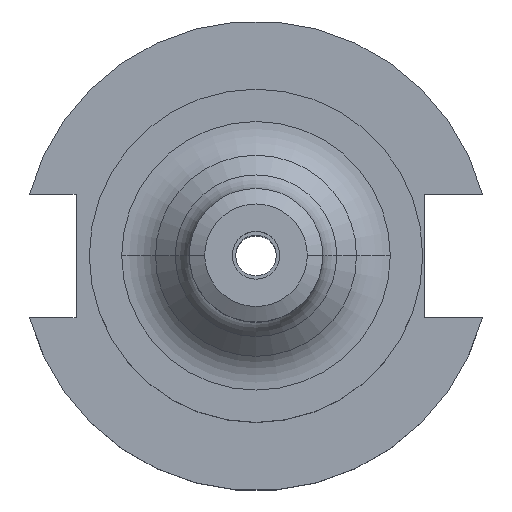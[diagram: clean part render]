
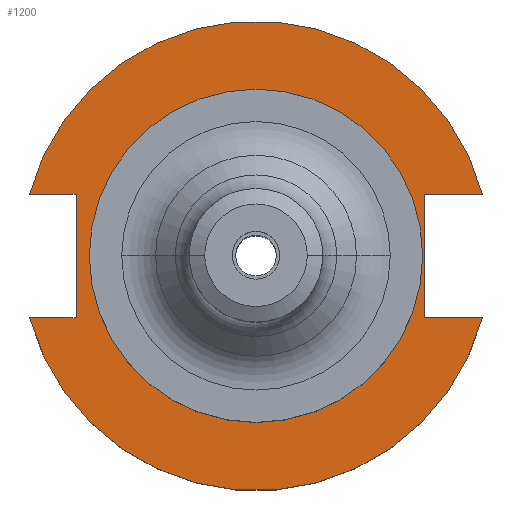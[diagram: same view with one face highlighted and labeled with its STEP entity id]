
A CAD part, top view. The second image highlights one B-rep face of the part: STEP entity #1200.
In plain terms, the highlighted planar face has unit normal (0, 0, 1).
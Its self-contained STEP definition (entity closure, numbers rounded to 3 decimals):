
#29 = LINE ( 'NONE', #592, #874 ) ;
#58 = LINE ( 'NONE', #430, #542 ) ;
#84 = CARTESIAN_POINT ( 'NONE',  ( 34.925, 0., 19.05 ) ) ;
#85 = DIRECTION ( 'NONE',  ( 1., 0., 0. ) ) ;
#120 = CARTESIAN_POINT ( 'NONE',  ( 35.306, -12.954, 19.05 ) ) ;
#167 = EDGE_CURVE ( 'NONE', #606, #1820, #702, .T. ) ;
#203 = VECTOR ( 'NONE', #2085, 1000. ) ;
#237 = EDGE_CURVE ( 'NONE', #400, #606, #58, .T. ) ;
#246 = FACE_BOUND ( 'NONE', #448, .T. ) ;
#275 = ORIENTED_EDGE ( 'NONE', *, *, #529, .F. ) ;
#277 = VECTOR ( 'NONE', #712, 1000. ) ;
#314 = EDGE_CURVE ( 'NONE', #1588, #1007, #1237, .T. ) ;
#345 = CARTESIAN_POINT ( 'NONE',  ( 0., 0., 19.05 ) ) ;
#400 = VERTEX_POINT ( 'NONE', #799 ) ;
#430 = CARTESIAN_POINT ( 'NONE',  ( -63.719, -12.954, 19.05 ) ) ;
#435 = CARTESIAN_POINT ( 'NONE',  ( 0., 0., 19.05 ) ) ;
#448 = EDGE_LOOP ( 'NONE', ( #275, #1033 ) ) ;
#468 = CARTESIAN_POINT ( 'NONE',  ( 35.306, 12.954, 19.05 ) ) ;
#505 = DIRECTION ( 'NONE',  ( 1., 0., 0. ) ) ;
#518 = ORIENTED_EDGE ( 'NONE', *, *, #1694, .F. ) ;
#529 = EDGE_CURVE ( 'NONE', #646, #818, #1743, .T. ) ;
#542 = VECTOR ( 'NONE', #2046, 1000. ) ;
#592 = CARTESIAN_POINT ( 'NONE',  ( 35.306, 12.954, 19.05 ) ) ;
#599 = DIRECTION ( 'NONE',  ( 1., 0., 0. ) ) ;
#606 = VERTEX_POINT ( 'NONE', #743 ) ;
#630 = EDGE_CURVE ( 'NONE', #997, #2013, #1534, .T. ) ;
#641 = LINE ( 'NONE', #955, #203 ) ;
#646 = VERTEX_POINT ( 'NONE', #84 ) ;
#702 = LINE ( 'NONE', #1954, #1930 ) ;
#712 = DIRECTION ( 'NONE',  ( -1., 0., 0. ) ) ;
#743 = CARTESIAN_POINT ( 'NONE',  ( -37.719, -12.954, 19.05 ) ) ;
#752 = CARTESIAN_POINT ( 'NONE',  ( 47.477, 12.954, 19.05 ) ) ;
#784 = CARTESIAN_POINT ( 'NONE',  ( -34.925, 0., 19.05 ) ) ;
#799 = CARTESIAN_POINT ( 'NONE',  ( -47.477, -12.954, 19.05 ) ) ;
#808 = DIRECTION ( 'NONE',  ( 0., 1., 0. ) ) ;
#810 = ORIENTED_EDGE ( 'NONE', *, *, #1371, .F. ) ;
#818 = VERTEX_POINT ( 'NONE', #784 ) ;
#825 = CARTESIAN_POINT ( 'NONE',  ( 0., 0., 19.05 ) ) ;
#831 = CARTESIAN_POINT ( 'NONE',  ( 47.477, -12.954, 19.05 ) ) ;
#862 = DIRECTION ( 'NONE',  ( 0., 0., 1. ) ) ;
#866 = AXIS2_PLACEMENT_3D ( 'NONE', #1066, #862, #1824 ) ;
#874 = VECTOR ( 'NONE', #1709, 1000. ) ;
#890 = EDGE_CURVE ( 'NONE', #818, #646, #1955, .T. ) ;
#909 = DIRECTION ( 'NONE',  ( 1., 0., 0. ) ) ;
#916 = CARTESIAN_POINT ( 'NONE',  ( -37.719, 12.954, 19.05 ) ) ;
#943 = ORIENTED_EDGE ( 'NONE', *, *, #314, .T. ) ;
#955 = CARTESIAN_POINT ( 'NONE',  ( 35.306, 12.954, 19.05 ) ) ;
#997 = VERTEX_POINT ( 'NONE', #120 ) ;
#1007 = VERTEX_POINT ( 'NONE', #1247 ) ;
#1010 = FACE_OUTER_BOUND ( 'NONE', #1258, .T. ) ;
#1030 = ORIENTED_EDGE ( 'NONE', *, *, #1525, .F. ) ;
#1033 = ORIENTED_EDGE ( 'NONE', *, *, #890, .F. ) ;
#1049 = CARTESIAN_POINT ( 'NONE',  ( 0., 0., 19.05 ) ) ;
#1066 = CARTESIAN_POINT ( 'NONE',  ( 0., 49.212, 19.05 ) ) ;
#1117 = VECTOR ( 'NONE', #1219, 1000. ) ;
#1200 = ADVANCED_FACE ( 'NONE', ( #246, #1010 ), #1529, .T. ) ;
#1219 = DIRECTION ( 'NONE',  ( 1., 0., 0. ) ) ;
#1237 = CIRCLE ( 'NONE', #1871, 49.212 ) ;
#1247 = CARTESIAN_POINT ( 'NONE',  ( -47.477, 12.954, 19.05 ) ) ;
#1258 = EDGE_LOOP ( 'NONE', ( #1920, #1931, #518, #1030, #943, #810, #1864, #1916 ) ) ;
#1371 = EDGE_CURVE ( 'NONE', #1820, #1007, #2031, .T. ) ;
#1466 = DIRECTION ( 'NONE',  ( 0., 0., 1. ) ) ;
#1482 = CARTESIAN_POINT ( 'NONE',  ( -63.719, 12.954, 19.05 ) ) ;
#1525 = EDGE_CURVE ( 'NONE', #1588, #1663, #29, .T. ) ;
#1529 = PLANE ( 'NONE',  #866 ) ;
#1534 = LINE ( 'NONE', #1541, #1117 ) ;
#1541 = CARTESIAN_POINT ( 'NONE',  ( 35.306, -12.954, 19.05 ) ) ;
#1543 = EDGE_CURVE ( 'NONE', #400, #2013, #1735, .T. ) ;
#1553 = AXIS2_PLACEMENT_3D ( 'NONE', #435, #1555, #599 ) ;
#1555 = DIRECTION ( 'NONE',  ( 0., 0., 1. ) ) ;
#1588 = VERTEX_POINT ( 'NONE', #752 ) ;
#1663 = VERTEX_POINT ( 'NONE', #468 ) ;
#1694 = EDGE_CURVE ( 'NONE', #1663, #997, #641, .T. ) ;
#1709 = DIRECTION ( 'NONE',  ( -1., 0., 0. ) ) ;
#1712 = DIRECTION ( 'NONE',  ( 0., 0., 1. ) ) ;
#1735 = CIRCLE ( 'NONE', #1553, 49.212 ) ;
#1743 = CIRCLE ( 'NONE', #1869, 34.925 ) ;
#1820 = VERTEX_POINT ( 'NONE', #916 ) ;
#1824 = DIRECTION ( 'NONE',  ( 1., 0., 0. ) ) ;
#1864 = ORIENTED_EDGE ( 'NONE', *, *, #167, .F. ) ;
#1869 = AXIS2_PLACEMENT_3D ( 'NONE', #345, #1466, #505 ) ;
#1871 = AXIS2_PLACEMENT_3D ( 'NONE', #1049, #2016, #85 ) ;
#1916 = ORIENTED_EDGE ( 'NONE', *, *, #237, .F. ) ;
#1920 = ORIENTED_EDGE ( 'NONE', *, *, #1543, .T. ) ;
#1930 = VECTOR ( 'NONE', #808, 1000. ) ;
#1931 = ORIENTED_EDGE ( 'NONE', *, *, #630, .F. ) ;
#1954 = CARTESIAN_POINT ( 'NONE',  ( -37.719, 12.954, 19.05 ) ) ;
#1955 = CIRCLE ( 'NONE', #2019, 34.925 ) ;
#2013 = VERTEX_POINT ( 'NONE', #831 ) ;
#2016 = DIRECTION ( 'NONE',  ( 0., 0., 1. ) ) ;
#2019 = AXIS2_PLACEMENT_3D ( 'NONE', #825, #1712, #909 ) ;
#2031 = LINE ( 'NONE', #1482, #277 ) ;
#2046 = DIRECTION ( 'NONE',  ( 1., 0., 0. ) ) ;
#2085 = DIRECTION ( 'NONE',  ( 0., -1., 0. ) ) ;
